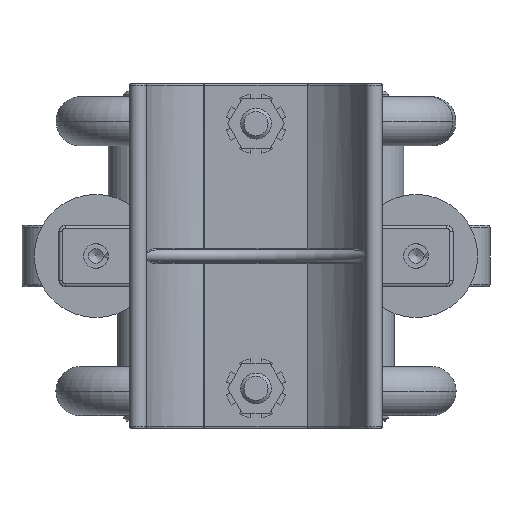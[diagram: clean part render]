
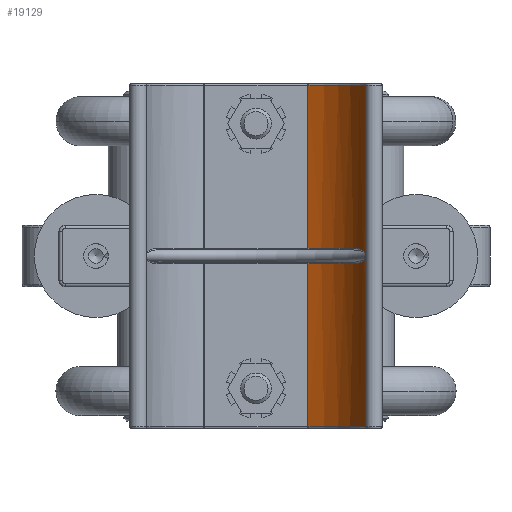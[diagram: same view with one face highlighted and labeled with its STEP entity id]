
A CAD part, front view. The second image highlights one B-rep face of the part: STEP entity #19129.
In plain terms, the highlighted cylindrical face has radius 29.53 mm (diameter 59.061 mm), a partial arc.
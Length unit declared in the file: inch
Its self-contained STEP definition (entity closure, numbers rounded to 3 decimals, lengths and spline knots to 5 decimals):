
#18715=CARTESIAN_POINT('',(2.18479,0.48687,1.67188));
#18716=VERTEX_POINT('',#18715);
#18733=CARTESIAN_POINT('',(1.7231,0.91236,1.67188));
#18734=VERTEX_POINT('',#18733);
#18742=CARTESIAN_POINT('',(1.19531,-0.12356,1.67188));
#18743=DIRECTION('',(0.0,0.0,-1.0));
#18744=DIRECTION('',(0.698,0.716,0.0));
#18745=AXIS2_PLACEMENT_3D('',#18742,#18743,#18744);
#18746=CIRCLE('',#18745,1.16262);
#18747=EDGE_CURVE('',#18734,#18716,#18746,.T.);
#18838=CARTESIAN_POINT('',(2.18479,0.48687,1.82813));
#18839=VERTEX_POINT('',#18838);
#18870=CARTESIAN_POINT('',(2.18479,0.48687,1.67188));
#18871=CARTESIAN_POINT('',(2.20175,0.45937,1.67188));
#18872=CARTESIAN_POINT('',(2.23374,0.40236,1.67392));
#18873=CARTESIAN_POINT('',(2.26729,0.32842,1.68301));
#18874=CARTESIAN_POINT('',(2.28974,0.26971,1.69701));
#18875=CARTESIAN_POINT('',(2.30205,0.23309,1.71072));
#18876=CARTESIAN_POINT('',(2.30901,0.21024,1.72593));
#18877=CARTESIAN_POINT('',(2.31159,0.20144,1.73694));
#18878=CARTESIAN_POINT('',(2.31246,0.19843,1.74433));
#18879=CARTESIAN_POINT('',(2.31289,0.19692,1.75662));
#18880=CARTESIAN_POINT('',(2.30987,0.20744,1.77242));
#18881=CARTESIAN_POINT('',(2.30185,0.23369,1.78946));
#18882=CARTESIAN_POINT('',(2.28961,0.27007,1.80311));
#18883=CARTESIAN_POINT('',(2.26705,0.32902,1.81706));
#18884=CARTESIAN_POINT('',(2.23362,0.40254,1.82612));
#18885=CARTESIAN_POINT('',(2.20175,0.45937,1.82813));
#18886=CARTESIAN_POINT('',(2.18479,0.48687,1.82813));
#18887=B_SPLINE_CURVE_WITH_KNOTS('',3,(#18870,#18871,#18872,#18873,#18874,#18875,#18876,#18877,#18878,#18879,#18880,#18881,#18882,#18883,#18884,#18885,#18886),.UNSPECIFIED.,.F.,.U.,(4,1,1,1,1,1,1,1,1,1,1,1,1,1,4),(-1.70048,-1.45756,-1.21463,-1.09317,-0.9717,-0.91097,-0.88061,-0.86542,-0.85024,-0.78951,-0.72878,-0.60732,-0.48585,-0.24293,0.0),.UNSPECIFIED.);
#18888=EDGE_CURVE('',#18716,#18839,#18887,.T.);
#18898=CARTESIAN_POINT('',(1.7231,0.91236,1.82813));
#18899=VERTEX_POINT('',#18898);
#18915=CARTESIAN_POINT('',(1.19531,-0.12356,1.82813));
#18916=DIRECTION('',(0.0,0.0,1.0));
#18917=DIRECTION('',(0.698,0.716,0.0));
#18918=AXIS2_PLACEMENT_3D('',#18915,#18916,#18917);
#18919=CIRCLE('',#18918,1.16262);
#18920=EDGE_CURVE('',#18839,#18899,#18919,.T.);
#19067=CARTESIAN_POINT('',(1.7231,0.91236,3.48438));
#19068=VERTEX_POINT('',#19067);
#19069=CARTESIAN_POINT('',(1.7231,0.91236,1.82813));
#19070=DIRECTION('',(0.0,0.0,1.0));
#19071=VECTOR('',#19070,1.65625);
#19072=LINE('',#19069,#19071);
#19073=EDGE_CURVE('',#18899,#19068,#19072,.T.);
#19086=CARTESIAN_POINT('',(1.19531,-0.12356,0.0));
#19087=DIRECTION('',(0.0,0.0,1.0));
#19088=DIRECTION('',(-0.964,-0.268,0.0));
#19089=AXIS2_PLACEMENT_3D('',#19086,#19087,#19088);
#19090=CYLINDRICAL_SURFACE('',#19089,1.16262);
#19091=ORIENTED_EDGE('',*,*,#18920,.F.);
#19092=ORIENTED_EDGE('',*,*,#18888,.F.);
#19093=ORIENTED_EDGE('',*,*,#18747,.F.);
#19094=CARTESIAN_POINT('',(1.7231,0.91236,0.01563));
#19095=VERTEX_POINT('',#19094);
#19096=CARTESIAN_POINT('',(1.7231,0.91236,0.01563));
#19097=DIRECTION('',(0.0,0.0,1.0));
#19098=VECTOR('',#19097,1.65625);
#19099=LINE('',#19096,#19098);
#19100=EDGE_CURVE('',#19095,#18734,#19099,.T.);
#19101=ORIENTED_EDGE('',*,*,#19100,.F.);
#19102=CARTESIAN_POINT('',(2.31484,0.19003,0.01563));
#19103=VERTEX_POINT('',#19102);
#19104=CARTESIAN_POINT('',(1.19531,-0.12356,0.01563));
#19105=DIRECTION('',(0.0,0.0,1.));
#19106=DIRECTION('',(0.774,0.634,0.0));
#19107=AXIS2_PLACEMENT_3D('',#19104,#19105,#19106);
#19108=CIRCLE('',#19107,1.16262);
#19109=EDGE_CURVE('',#19103,#19095,#19108,.T.);
#19110=ORIENTED_EDGE('',*,*,#19109,.F.);
#19111=CARTESIAN_POINT('',(2.31484,0.19003,3.48438));
#19112=VERTEX_POINT('',#19111);
#19113=CARTESIAN_POINT('',(2.31484,0.19003,3.48438));
#19114=DIRECTION('',(0.0,0.0,-1.0));
#19115=VECTOR('',#19114,3.46875);
#19116=LINE('',#19113,#19115);
#19117=EDGE_CURVE('',#19112,#19103,#19116,.T.);
#19118=ORIENTED_EDGE('',*,*,#19117,.F.);
#19119=CARTESIAN_POINT('',(1.19531,-0.12356,3.48438));
#19120=DIRECTION('',(0.0,0.0,-1.));
#19121=DIRECTION('',(0.774,0.634,0.0));
#19122=AXIS2_PLACEMENT_3D('',#19119,#19120,#19121);
#19123=CIRCLE('',#19122,1.16262);
#19124=EDGE_CURVE('',#19068,#19112,#19123,.T.);
#19125=ORIENTED_EDGE('',*,*,#19124,.F.);
#19126=ORIENTED_EDGE('',*,*,#19073,.F.);
#19127=EDGE_LOOP('',(#19091,#19092,#19093,#19101,#19110,#19118,#19125,#19126));
#19128=FACE_OUTER_BOUND('',#19127,.T.);
#19129=ADVANCED_FACE('',(#19128),#19090,.F.);
